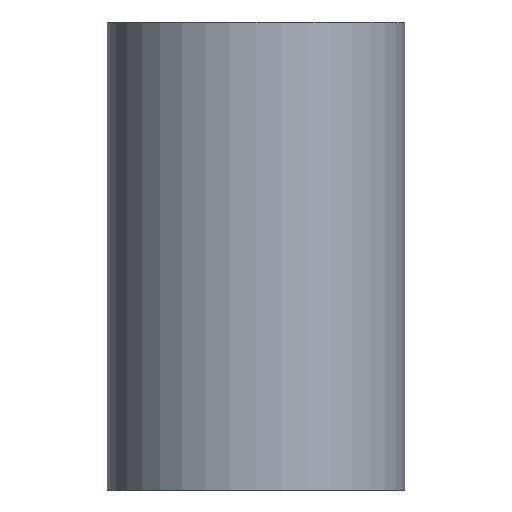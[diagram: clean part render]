
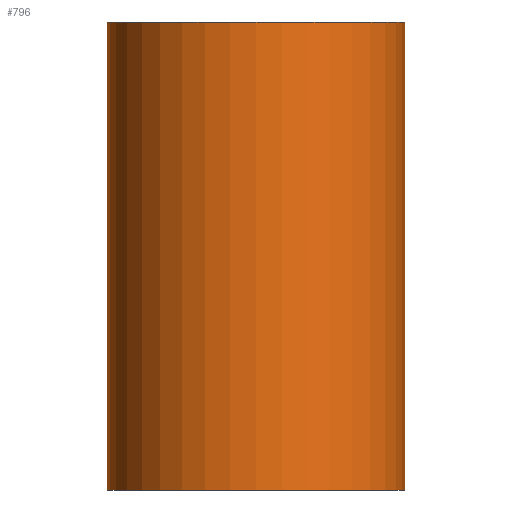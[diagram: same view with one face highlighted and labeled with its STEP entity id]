
A CAD part, front view. The second image highlights one B-rep face of the part: STEP entity #796.
In plain terms, the highlighted cylindrical face has radius 54 mm (diameter 108 mm), a full revolution.
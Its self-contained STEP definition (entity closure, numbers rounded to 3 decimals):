
#674=CYLINDRICAL_SURFACE('',#3818,54.);
#796=ADVANCED_FACE('',(#1138,#1139),#674,.T.);
#1008=CIRCLE('',#3812,54.);
#1010=CIRCLE('',#3815,54.);
#1138=FACE_BOUND('',#1382,.T.);
#1139=FACE_BOUND('',#1383,.T.);
#1382=EDGE_LOOP('',(#2035));
#1383=EDGE_LOOP('',(#2036));
#2035=ORIENTED_EDGE('',*,*,#2875,.F.);
#2036=ORIENTED_EDGE('',*,*,#2877,.T.);
#2502=VERTEX_POINT('',#5288);
#2504=VERTEX_POINT('',#5293);
#2875=EDGE_CURVE('',#2502,#2502,#1008,.T.);
#2877=EDGE_CURVE('',#2504,#2504,#1010,.T.);
#3812=AXIS2_PLACEMENT_3D('',#5287,#4421,#4422);
#3815=AXIS2_PLACEMENT_3D('',#5292,#4427,#4428);
#3818=AXIS2_PLACEMENT_3D('',#5296,#4433,#4434);
#4421=DIRECTION('',(0.,0.,1.));
#4422=DIRECTION('',(1.,0.,0.));
#4427=DIRECTION('',(0.,0.,1.));
#4428=DIRECTION('',(1.,0.,0.));
#4433=DIRECTION('',(0.,0.,-1.));
#4434=DIRECTION('',(-1.,0.,0.));
#5287=CARTESIAN_POINT('',(0.,0.,0.));
#5288=CARTESIAN_POINT('',(54.,0.,0.));
#5292=CARTESIAN_POINT('',(0.,0.,-170.));
#5293=CARTESIAN_POINT('',(54.,0.,-170.));
#5296=CARTESIAN_POINT('',(0.,0.,0.));
